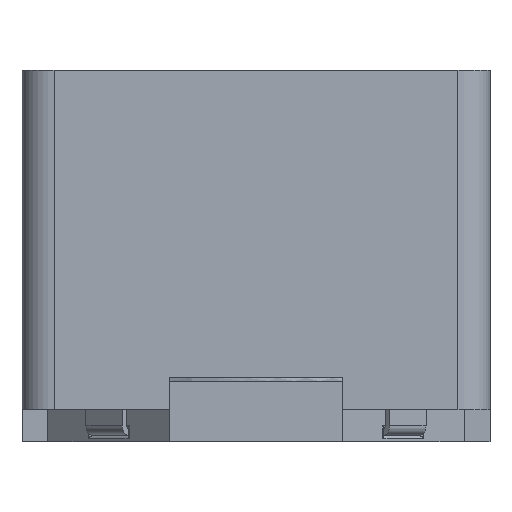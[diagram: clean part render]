
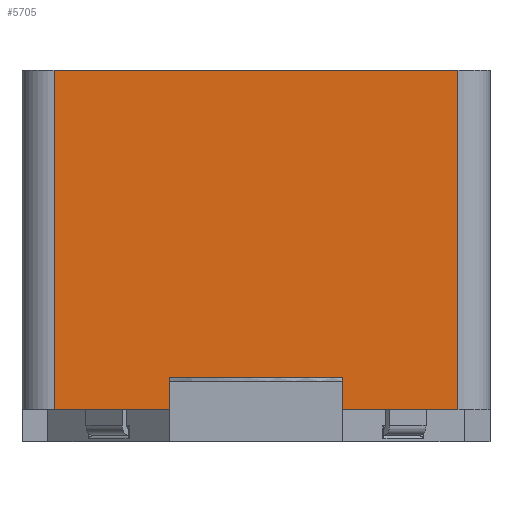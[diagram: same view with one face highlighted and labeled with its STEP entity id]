
A CAD part, left-side view. The second image highlights one B-rep face of the part: STEP entity #5705.
In plain terms, the highlighted planar face has unit normal (-1, 0, 0).
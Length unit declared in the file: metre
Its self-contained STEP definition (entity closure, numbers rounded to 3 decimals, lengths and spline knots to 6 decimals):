
#291=LINE('',#9848,#916);
#294=LINE('',#9854,#919);
#297=LINE('',#9860,#922);
#336=LINE('',#9989,#961);
#337=LINE('',#9994,#962);
#341=LINE('',#10009,#966);
#342=LINE('',#10010,#967);
#343=LINE('',#10011,#968);
#916=VECTOR('',#8235,1.);
#919=VECTOR('',#8240,1.);
#922=VECTOR('',#8245,1.);
#961=VECTOR('',#8372,1.);
#962=VECTOR('',#8377,1.);
#966=VECTOR('',#8391,1.);
#967=VECTOR('',#8392,1.);
#968=VECTOR('',#8393,1.);
#2111=ORIENTED_EDGE('',*,*,#3366,.T.);
#2112=ORIENTED_EDGE('',*,*,#3369,.T.);
#2113=ORIENTED_EDGE('',*,*,#3445,.T.);
#2114=ORIENTED_EDGE('',*,*,#3438,.F.);
#2115=ORIENTED_EDGE('',*,*,#3446,.F.);
#2116=ORIENTED_EDGE('',*,*,#3436,.T.);
#2117=ORIENTED_EDGE('',*,*,#3447,.T.);
#2118=ORIENTED_EDGE('',*,*,#3372,.T.);
#3366=EDGE_CURVE('',#4094,#4099,#291,.T.);
#3369=EDGE_CURVE('',#4099,#4101,#294,.T.);
#3372=EDGE_CURVE('',#4102,#4094,#297,.T.);
#3436=EDGE_CURVE('',#4147,#4149,#336,.T.);
#3438=EDGE_CURVE('',#4150,#4152,#337,.T.);
#3445=EDGE_CURVE('',#4101,#4152,#341,.T.);
#3446=EDGE_CURVE('',#4147,#4150,#342,.T.);
#3447=EDGE_CURVE('',#4149,#4102,#343,.T.);
#4094=VERTEX_POINT('',#9838);
#4099=VERTEX_POINT('',#9847);
#4101=VERTEX_POINT('',#9853);
#4102=VERTEX_POINT('',#9857);
#4147=VERTEX_POINT('',#9984);
#4149=VERTEX_POINT('',#9988);
#4150=VERTEX_POINT('',#9992);
#4152=VERTEX_POINT('',#9995);
#4760=EDGE_LOOP('',(#2111,#2112,#2113,#2114,#2115,#2116,#2117,#2118));
#5128=FACE_BOUND('',#4760,.T.);
#5441=PLANE('',#7393);
#5705=ADVANCED_FACE('',(#5128),#5441,.F.);
#7393=AXIS2_PLACEMENT_3D('',#10008,#8389,#8390);
#8235=DIRECTION('',(0.,-1.,0.));
#8240=DIRECTION('',(0.,0.,-1.));
#8245=DIRECTION('',(0.,0.,1.));
#8372=DIRECTION('',(0.,0.,-1.));
#8377=DIRECTION('',(0.,0.,-1.));
#8389=DIRECTION('',(1.,0.,0.));
#8390=DIRECTION('',(0.,1.,0.));
#8391=DIRECTION('',(0.,-1.,0.));
#8392=DIRECTION('',(0.,-1.,0.));
#8393=DIRECTION('',(0.,-1.,0.));
#9838=CARTESIAN_POINT('',(-0.00365,0.00135,0.));
#9847=CARTESIAN_POINT('',(-0.00365,-0.00135,0.));
#9848=CARTESIAN_POINT('',(-0.00365,0.00365,0.));
#9853=CARTESIAN_POINT('',(-0.00365,-0.00135,-0.0005));
#9854=CARTESIAN_POINT('',(-0.00365,-0.00135,0.0048));
#9857=CARTESIAN_POINT('',(-0.00365,0.00135,-0.0005));
#9860=CARTESIAN_POINT('',(-0.00365,0.00135,0.0048));
#9984=CARTESIAN_POINT('',(-0.00365,0.00315,0.0048));
#9988=CARTESIAN_POINT('',(-0.00365,0.00315,-0.0005));
#9989=CARTESIAN_POINT('',(-0.00365,0.00315,0.0048));
#9992=CARTESIAN_POINT('',(-0.00365,-0.00315,0.0048));
#9994=CARTESIAN_POINT('',(-0.00365,-0.00315,0.0048));
#9995=CARTESIAN_POINT('',(-0.00365,-0.00315,-0.0005));
#10008=CARTESIAN_POINT('',(-0.00365,0.00365,0.0048));
#10009=CARTESIAN_POINT('',(-0.00365,0.00365,-0.0005));
#10010=CARTESIAN_POINT('',(-0.00365,0.00365,0.0048));
#10011=CARTESIAN_POINT('',(-0.00365,0.00365,-0.0005));
